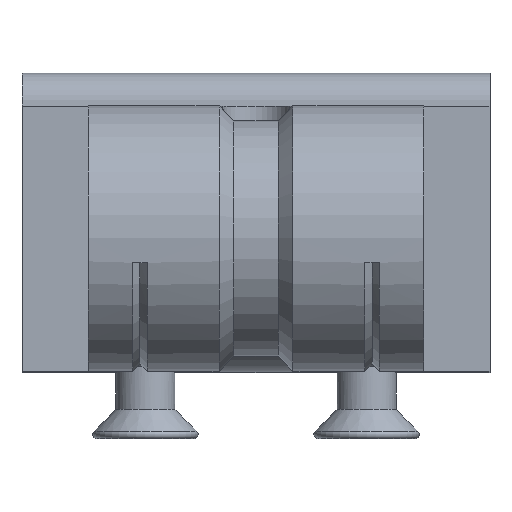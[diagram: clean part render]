
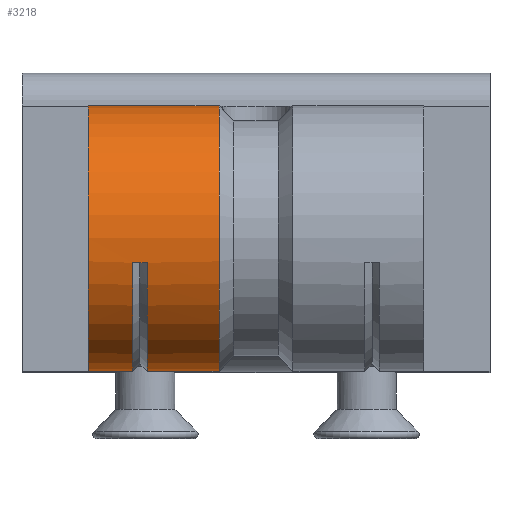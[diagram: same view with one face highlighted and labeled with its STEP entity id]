
A CAD part, top view. The second image highlights one B-rep face of the part: STEP entity #3218.
In plain terms, the highlighted cylindrical face has radius 9 mm (diameter 18 mm), a partial arc.
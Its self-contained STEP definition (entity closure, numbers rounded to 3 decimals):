
#234=FACE_OUTER_BOUND('',#406,.T.);
#406=EDGE_LOOP('',(#2282,#2283,#2284,#2285,#2286,#2287,#2288,#2289,#2290));
#616=LINE('',#4634,#978);
#633=LINE('',#4688,#995);
#634=LINE('',#4690,#996);
#635=LINE('',#4694,#997);
#636=LINE('',#4698,#998);
#978=VECTOR('',#3697,10.);
#995=VECTOR('',#3742,4.875);
#996=VECTOR('',#3743,4.875);
#997=VECTOR('',#3746,8.875);
#998=VECTOR('',#3749,3.);
#1336=CIRCLE('',#3405,9.);
#1337=CIRCLE('',#3407,9.);
#1338=CIRCLE('',#3408,9.);
#1339=CIRCLE('',#3409,9.);
#1436=VERTEX_POINT('',#4629);
#1437=VERTEX_POINT('',#4633);
#1456=VERTEX_POINT('',#4683);
#1457=VERTEX_POINT('',#4687);
#1458=VERTEX_POINT('',#4689);
#1459=VERTEX_POINT('',#4691);
#1460=VERTEX_POINT('',#4693);
#1461=VERTEX_POINT('',#4695);
#1462=VERTEX_POINT('',#4697);
#1764=EDGE_CURVE('',#1437,#1436,#616,.T.);
#1790=EDGE_CURVE('',#1436,#1456,#1336,.T.);
#1791=EDGE_CURVE('',#1457,#1456,#633,.T.);
#1792=EDGE_CURVE('',#1458,#1457,#634,.T.);
#1793=EDGE_CURVE('',#1459,#1458,#1337,.F.);
#1794=EDGE_CURVE('',#1460,#1459,#635,.T.);
#1795=EDGE_CURVE('',#1461,#1460,#1338,.T.);
#1796=EDGE_CURVE('',#1461,#1462,#636,.T.);
#1797=EDGE_CURVE('',#1437,#1462,#1339,.T.);
#2282=ORIENTED_EDGE('',*,*,#1764,.T.);
#2283=ORIENTED_EDGE('',*,*,#1790,.T.);
#2284=ORIENTED_EDGE('',*,*,#1791,.F.);
#2285=ORIENTED_EDGE('',*,*,#1792,.F.);
#2286=ORIENTED_EDGE('',*,*,#1793,.F.);
#2287=ORIENTED_EDGE('',*,*,#1794,.F.);
#2288=ORIENTED_EDGE('',*,*,#1795,.F.);
#2289=ORIENTED_EDGE('',*,*,#1796,.T.);
#2290=ORIENTED_EDGE('',*,*,#1797,.F.);
#3172=CYLINDRICAL_SURFACE('',#3406,9.);
#3218=ADVANCED_FACE('',(#234),#3172,.T.);
#3405=AXIS2_PLACEMENT_3D('',#4685,#3738,#3739);
#3406=AXIS2_PLACEMENT_3D('',#4686,#3740,#3741);
#3407=AXIS2_PLACEMENT_3D('',#4692,#3744,#3745);
#3408=AXIS2_PLACEMENT_3D('',#4696,#3747,#3748);
#3409=AXIS2_PLACEMENT_3D('',#4699,#3750,#3751);
#3697=DIRECTION('',(1.,0.,0.));
#3738=DIRECTION('center_axis',(1.,0.,0.));
#3739=DIRECTION('ref_axis',(0.,0.,-1.));
#3740=DIRECTION('center_axis',(-1.,0.,0.));
#3741=DIRECTION('ref_axis',(0.,0.,1.));
#3742=DIRECTION('',(-1.,0.,0.));
#3743=DIRECTION('',(-1.,0.,0.));
#3744=DIRECTION('center_axis',(-1.,0.,0.));
#3745=DIRECTION('ref_axis',(0.,0.,1.));
#3746=DIRECTION('',(1.,0.,0.));
#3747=DIRECTION('center_axis',(-1.,0.,0.));
#3748=DIRECTION('ref_axis',(0.,0.,1.));
#3749=DIRECTION('',(1.,0.,0.));
#3750=DIRECTION('center_axis',(1.,0.,0.));
#3751=DIRECTION('ref_axis',(0.,0.,-1.));
#4629=CARTESIAN_POINT('',(-7.375,-1.658,8.846));
#4633=CARTESIAN_POINT('',(-8.375,-1.658,8.846));
#4634=CARTESIAN_POINT('',(-8.375,-1.658,8.846));
#4683=CARTESIAN_POINT('',(-7.375,-9.,0.));
#4685=CARTESIAN_POINT('Origin',(-7.375,0.,0.));
#4686=CARTESIAN_POINT('Origin',(-15.875,0.,0.));
#4687=CARTESIAN_POINT('',(-4.375,-9.,0.));
#4688=CARTESIAN_POINT('',(-2.5,-9.,0.));
#4689=CARTESIAN_POINT('',(-2.5,-9.,0.));
#4690=CARTESIAN_POINT('',(-2.5,-9.,0.));
#4691=CARTESIAN_POINT('',(-2.5,9.,0.));
#4692=CARTESIAN_POINT('Origin',(-2.5,0.,0.));
#4693=CARTESIAN_POINT('',(-11.375,9.,0.));
#4694=CARTESIAN_POINT('',(-11.375,9.,0.));
#4695=CARTESIAN_POINT('',(-11.375,-9.,0.));
#4696=CARTESIAN_POINT('Origin',(-11.375,0.,0.));
#4697=CARTESIAN_POINT('',(-8.375,-9.,0.));
#4698=CARTESIAN_POINT('',(-11.375,-9.,0.));
#4699=CARTESIAN_POINT('Origin',(-8.375,0.,0.));
